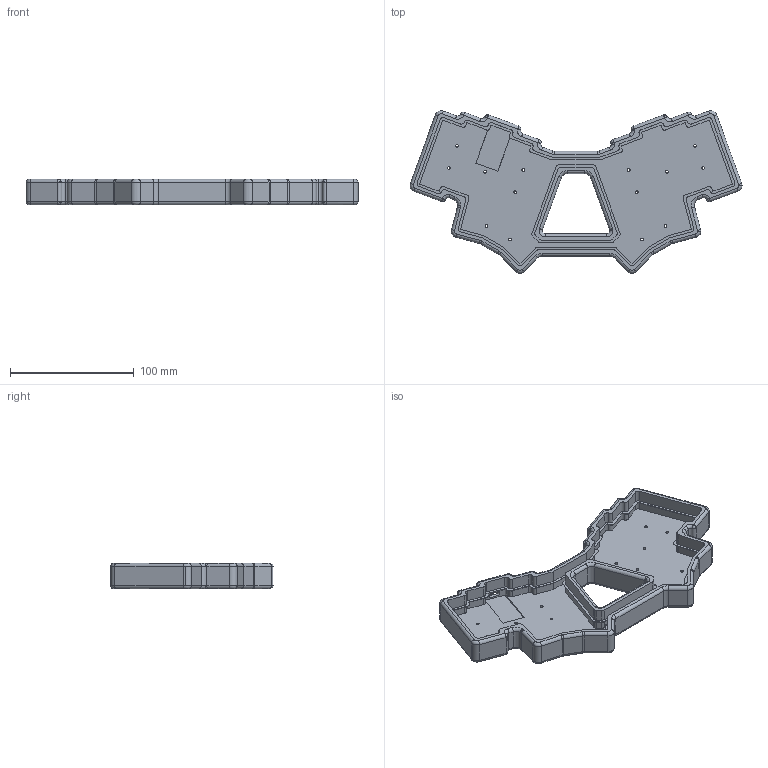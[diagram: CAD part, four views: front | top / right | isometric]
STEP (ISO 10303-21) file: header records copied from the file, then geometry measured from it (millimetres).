
FILE_DESCRIPTION(('HOOPS Exchange Step'),'2;1');
FILE_NAME('temp_export','2023-06-14T18:32:30-04:00',('jscotto'),('Shapr3D Limited'),'HOOPS Exchange 2022.2','Shapr3D','Authorized');
FILE_SCHEMA( ('AUTOMOTIVE_DESIGN { 1 0 10303 214 1 1 1 1 }') );
Length unit declared in the file: millimetre
Products named in the file (1): Case
Bounding box: 268.76 x 131.56 x 20.6 mm (x, y, z)
Volume: 148138.8 mm3; surface area: 80106.6 mm2
Topology: 1 solids, 1 shells, 622 faces, 1638 edges, 974 vertices
Faces by surface type: cylinder 256, plane 212, torus 76, cone 40, bspline 34, sphere 4
Full cylindrical faces by diameter (mm): 2.2 x14
Entity records: 24022 total; most frequent: CARTESIAN_POINT 8492, DIRECTION 3463, ORIENTED_EDGE 3180, EDGE_CURVE 1590, AXIS2_PLACEMENT_3D 1318, VERTEX_POINT 974, VECTOR 827, LINE 827
